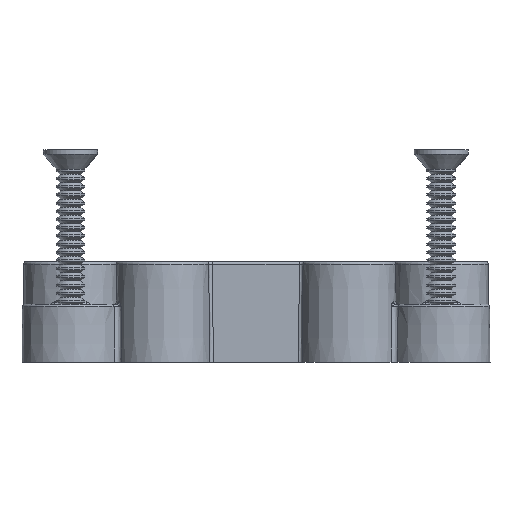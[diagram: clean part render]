
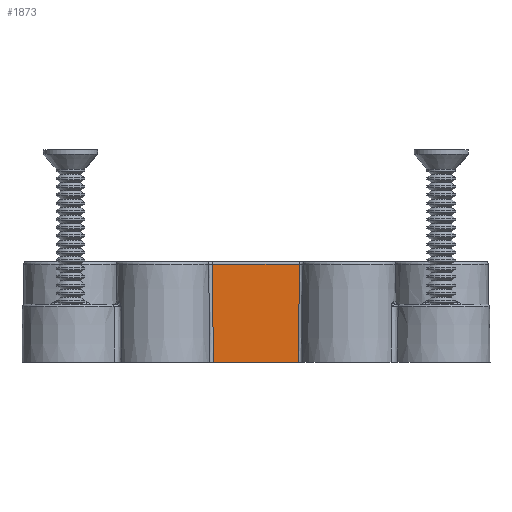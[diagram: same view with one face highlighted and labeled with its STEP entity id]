
A CAD part, front view. The second image highlights one B-rep face of the part: STEP entity #1873.
In plain terms, the highlighted planar face has unit normal (0, -1, 0.009).
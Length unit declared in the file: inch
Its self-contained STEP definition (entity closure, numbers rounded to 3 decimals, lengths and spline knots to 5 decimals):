
#1873=ADVANCED_FACE('',(#2622),#2537,.T.);
#2537=PLANE('',#10071);
#2622=FACE_OUTER_BOUND('',#3168,.T.);
#3168=EDGE_LOOP('',(#4759,#4760,#4761,#4762));
#4057=LINE('',#14893,#4353);
#4058=LINE('',#14903,#4354);
#4353=VECTOR('',#11433,1.);
#4354=VECTOR('',#11434,1.);
#4759=ORIENTED_EDGE('',*,*,#8414,.T.);
#4760=ORIENTED_EDGE('',*,*,#8415,.T.);
#4761=ORIENTED_EDGE('',*,*,#8416,.T.);
#4762=ORIENTED_EDGE('',*,*,#8417,.T.);
#7561=VERTEX_POINT('',#14891);
#7562=VERTEX_POINT('',#14892);
#7563=VERTEX_POINT('',#14894);
#7564=VERTEX_POINT('',#14902);
#8414=EDGE_CURVE('',#7561,#7562,#9639,.T.);
#8415=EDGE_CURVE('',#7562,#7563,#4057,.T.);
#8416=EDGE_CURVE('',#7563,#7564,#9640,.T.);
#8417=EDGE_CURVE('',#7564,#7561,#4058,.T.);
#9639=B_SPLINE_CURVE_WITH_KNOTS('',3,(#14887,#14888,#14889,#14890),
 .UNSPECIFIED.,.F.,.F.,(4,4),(0.,1.),.UNSPECIFIED.);
#9640=B_SPLINE_CURVE_WITH_KNOTS('',3,(#14895,#14896,#14897,#14898,#14899,
#14900,#14901),.UNSPECIFIED.,.F.,.F.,(4,3,4),(0.,0.54861,1.),
 .UNSPECIFIED.);
#10071=AXIS2_PLACEMENT_3D('',#14904,#11435,#11436);
#11433=DIRECTION('',(-1.,0.,0.));
#11434=DIRECTION('',(1.,0.,0.));
#11435=DIRECTION('',(0.,-1.,0.009));
#11436=DIRECTION('',(0.,-0.009,-1.));
#14887=CARTESIAN_POINT('',(1.52758,0.,0.));
#14888=CARTESIAN_POINT('',(1.52904,0.00185,0.21145));
#14889=CARTESIAN_POINT('',(1.53051,0.00369,0.42289));
#14890=CARTESIAN_POINT('',(1.53199,0.00554,0.63434));
#14891=CARTESIAN_POINT('',(1.52758,0.,0.));
#14892=CARTESIAN_POINT('',(1.53199,0.00554,0.63434));
#14893=CARTESIAN_POINT('',(1.252,0.00554,0.63434));
#14894=CARTESIAN_POINT('',(0.97096,0.00554,0.63434));
#14895=CARTESIAN_POINT('',(0.97096,0.00554,0.63434));
#14896=CARTESIAN_POINT('',(0.97177,0.00452,0.51834));
#14897=CARTESIAN_POINT('',(0.97257,0.00351,0.40233));
#14898=CARTESIAN_POINT('',(0.97338,0.0025,0.28633));
#14899=CARTESIAN_POINT('',(0.97404,0.00167,0.19089));
#14900=CARTESIAN_POINT('',(0.9747,0.00083,0.09544));
#14901=CARTESIAN_POINT('',(0.97536,0.,0.));
#14902=CARTESIAN_POINT('',(0.97536,0.,0.));
#14903=CARTESIAN_POINT('',(1.252,0.,0.));
#14904=CARTESIAN_POINT('',(1.252,0.,0.));
